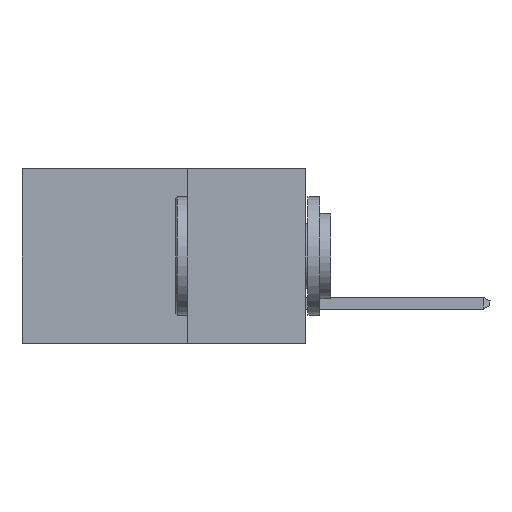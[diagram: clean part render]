
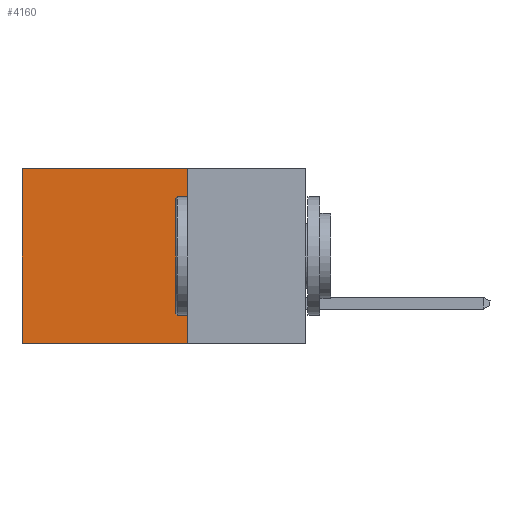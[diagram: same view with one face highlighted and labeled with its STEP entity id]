
A CAD part, left-side view. The second image highlights one B-rep face of the part: STEP entity #4160.
In plain terms, the highlighted planar face has unit normal (-1, 0, 0).
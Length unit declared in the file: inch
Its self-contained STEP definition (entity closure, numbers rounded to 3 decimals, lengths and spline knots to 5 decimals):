
#605 = LINE ( 'NONE', #12736, #10972 ) ;
#1054 = LINE ( 'NONE', #21464, #17718 ) ;
#1949 = CARTESIAN_POINT ( 'NONE',  ( 0.2615, 0.6, -0.37 ) ) ;
#4160 = ADVANCED_FACE ( 'NONE', ( #13632 ), #24296, .F. ) ;
#4290 = CARTESIAN_POINT ( 'NONE',  ( 0.2615, 0.25, -0.37 ) ) ;
#5468 = VERTEX_POINT ( 'NONE', #21106 ) ;
#6632 = CARTESIAN_POINT ( 'NONE',  ( 0.2615, 0.25, 0. ) ) ;
#7866 = EDGE_CURVE ( 'NONE', #22775, #18006, #14232, .T. ) ;
#7989 = DIRECTION ( 'NONE',  ( 0., 0., -1. ) ) ;
#10365 = ORIENTED_EDGE ( 'NONE', *, *, #19013, .T. ) ;
#10392 = AXIS2_PLACEMENT_3D ( 'NONE', #19785, #24166, #20307 ) ;
#10627 = DIRECTION ( 'NONE',  ( 0., 1., 0. ) ) ;
#10972 = VECTOR ( 'NONE', #10627, 39.37008 ) ;
#12614 = DIRECTION ( 'NONE',  ( 0., 0., -1. ) ) ;
#12736 = CARTESIAN_POINT ( 'NONE',  ( 0.2615, 0.25, 0. ) ) ;
#13632 = FACE_OUTER_BOUND ( 'NONE', #19415, .T. ) ;
#14232 = LINE ( 'NONE', #24499, #23111 ) ;
#14426 = VECTOR ( 'NONE', #7989, 39.37008 ) ;
#15020 = ORIENTED_EDGE ( 'NONE', *, *, #21353, .T. ) ;
#15446 = DIRECTION ( 'NONE',  ( 0., 1., 0. ) ) ;
#16064 = EDGE_CURVE ( 'NONE', #18006, #21191, #1054, .T. ) ;
#16140 = ORIENTED_EDGE ( 'NONE', *, *, #7866, .F. ) ;
#17718 = VECTOR ( 'NONE', #15446, 39.37008 ) ;
#18006 = VERTEX_POINT ( 'NONE', #4290 ) ;
#18684 = CARTESIAN_POINT ( 'NONE',  ( 0.2615, 0.6, -0.37 ) ) ;
#19013 = EDGE_CURVE ( 'NONE', #22775, #5468, #605, .T. ) ;
#19415 = EDGE_LOOP ( 'NONE', ( #15020, #24941, #16140, #10365 ) ) ;
#19785 = CARTESIAN_POINT ( 'NONE',  ( 0.2615, 0.25, -0.37 ) ) ;
#20236 = LINE ( 'NONE', #1949, #14426 ) ;
#20307 = DIRECTION ( 'NONE',  ( 0., 0., -1. ) ) ;
#21106 = CARTESIAN_POINT ( 'NONE',  ( 0.2615, 0.6, 0. ) ) ;
#21191 = VERTEX_POINT ( 'NONE', #18684 ) ;
#21353 = EDGE_CURVE ( 'NONE', #5468, #21191, #20236, .T. ) ;
#21464 = CARTESIAN_POINT ( 'NONE',  ( 0.2615, 0.25, -0.37 ) ) ;
#22775 = VERTEX_POINT ( 'NONE', #6632 ) ;
#23111 = VECTOR ( 'NONE', #12614, 39.37008 ) ;
#24166 = DIRECTION ( 'NONE',  ( 1., 0., 0. ) ) ;
#24296 = PLANE ( 'NONE',  #10392 ) ;
#24499 = CARTESIAN_POINT ( 'NONE',  ( 0.2615, 0.25, -0.37 ) ) ;
#24941 = ORIENTED_EDGE ( 'NONE', *, *, #16064, .F. ) ;
